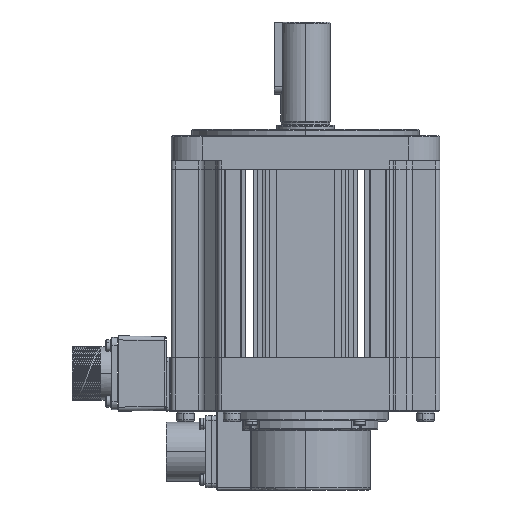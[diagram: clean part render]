
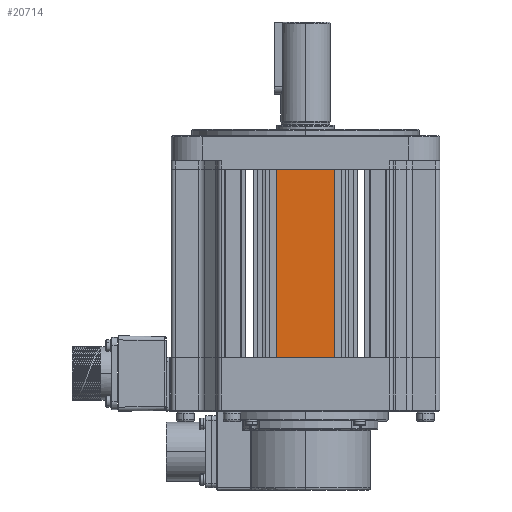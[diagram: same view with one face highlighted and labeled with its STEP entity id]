
A CAD part, left-side view. The second image highlights one B-rep face of the part: STEP entity #20714.
In plain terms, the highlighted planar face has unit normal (-1, 0, 0).
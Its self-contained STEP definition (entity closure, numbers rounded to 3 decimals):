
#15 = CARTESIAN_POINT ( 'NONE',  ( -65.758, -16.465, 124.8 ) ) ;
#176 = EDGE_CURVE ( 'NONE', #39614, #10682, #27078, .T. ) ;
#917 = ORIENTED_EDGE ( 'NONE', *, *, #176, .T. ) ;
#1309 = EDGE_CURVE ( 'NONE', #20311, #15057, #32255, .T. ) ;
#5546 = PLANE ( 'NONE',  #36711 ) ;
#7456 = EDGE_LOOP ( 'NONE', ( #917, #24090, #35935, #29409 ) ) ;
#7762 = EDGE_CURVE ( 'NONE', #39614, #20311, #29789, .T. ) ;
#7834 = VECTOR ( 'NONE', #32597, 1000. ) ;
#10682 = VERTEX_POINT ( 'NONE', #16319 ) ;
#11522 = CARTESIAN_POINT ( 'NONE',  ( -65.758, 62.535, 124.8 ) ) ;
#14735 = DIRECTION ( 'NONE',  ( 0., 0., -1. ) ) ;
#14741 = CARTESIAN_POINT ( 'NONE',  ( -65.758, 62.535, 63.8 ) ) ;
#15057 = VERTEX_POINT ( 'NONE', #28813 ) ;
#15287 = DIRECTION ( 'NONE',  ( 0., -1., 0. ) ) ;
#15427 = FACE_OUTER_BOUND ( 'NONE', #7456, .T. ) ;
#16319 = CARTESIAN_POINT ( 'NONE',  ( -65.758, -16.465, 63.8 ) ) ;
#16688 = EDGE_CURVE ( 'NONE', #15057, #10682, #32862, .T. ) ;
#20311 = VERTEX_POINT ( 'NONE', #21769 ) ;
#20683 = VECTOR ( 'NONE', #24738, 1000. ) ;
#20714 = ADVANCED_FACE ( 'NONE', ( #15427 ), #5546, .F. ) ;
#21769 = CARTESIAN_POINT ( 'NONE',  ( -65.758, 11.535, 154.8 ) ) ;
#24090 = ORIENTED_EDGE ( 'NONE', *, *, #16688, .F. ) ;
#24738 = DIRECTION ( 'NONE',  ( 0., 0., 1. ) ) ;
#24739 = VECTOR ( 'NONE', #36780, 1000. ) ;
#27078 = LINE ( 'NONE', #14741, #34256 ) ;
#28813 = CARTESIAN_POINT ( 'NONE',  ( -65.758, -16.465, 154.8 ) ) ;
#29409 = ORIENTED_EDGE ( 'NONE', *, *, #7762, .F. ) ;
#29789 = LINE ( 'NONE', #33837, #20683 ) ;
#31530 = CARTESIAN_POINT ( 'NONE',  ( -65.758, 11.535, 63.8 ) ) ;
#32255 = LINE ( 'NONE', #32473, #7834 ) ;
#32473 = CARTESIAN_POINT ( 'NONE',  ( -65.758, 11.535, 154.8 ) ) ;
#32597 = DIRECTION ( 'NONE',  ( 0., -1., 0. ) ) ;
#32862 = LINE ( 'NONE', #15, #24739 ) ;
#33087 = DIRECTION ( 'NONE',  ( 1., 0., 0. ) ) ;
#33837 = CARTESIAN_POINT ( 'NONE',  ( -65.758, 11.535, 124.8 ) ) ;
#34256 = VECTOR ( 'NONE', #15287, 1000. ) ;
#35935 = ORIENTED_EDGE ( 'NONE', *, *, #1309, .F. ) ;
#36711 = AXIS2_PLACEMENT_3D ( 'NONE', #11522, #33087, #14735 ) ;
#36780 = DIRECTION ( 'NONE',  ( 0., 0., -1. ) ) ;
#39614 = VERTEX_POINT ( 'NONE', #31530 ) ;
